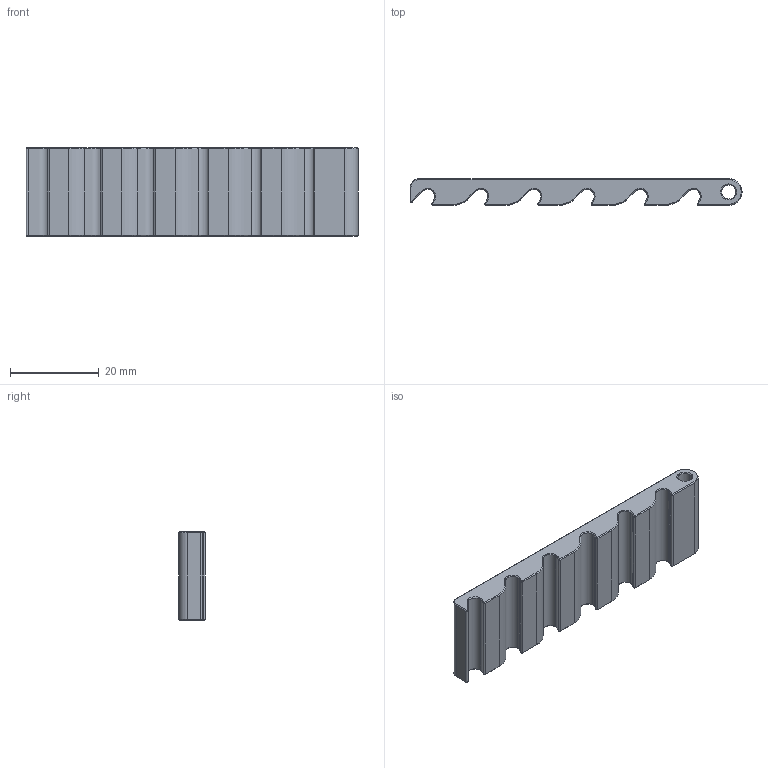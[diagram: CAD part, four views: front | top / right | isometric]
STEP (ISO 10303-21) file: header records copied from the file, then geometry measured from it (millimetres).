
FILE_DESCRIPTION (( 'STEP AP203' ), '1' );
FILE_NAME ('覃誹旋.STEP', '2025-01-10T08:48:17', ( 'Leo' ), ( '' ), 'SwSTEP 2.0', 'SolidWorks 2022', '' );
FILE_SCHEMA (( 'CONFIG_CONTROL_DESIGN' ));
Length unit declared in the file: millimetre
Products named in the file (1): 调节臂
Bounding box: 75 x 6 x 20 mm (x, y, z)
Volume: 7079 mm3; surface area: 4597.8 mm2
Topology: 1 solids, 1 shells, 149 faces, 349 edges, 202 vertices
Faces by surface type: plane 62, cone 58, cylinder 29
Entity records: 4250 total; most frequent: DIRECTION 771, CARTESIAN_POINT 701, ORIENTED_EDGE 698, EDGE_CURVE 349, AXIS2_PLACEMENT_3D 272, VECTOR 227, LINE 227, VERTEX_POINT 202
